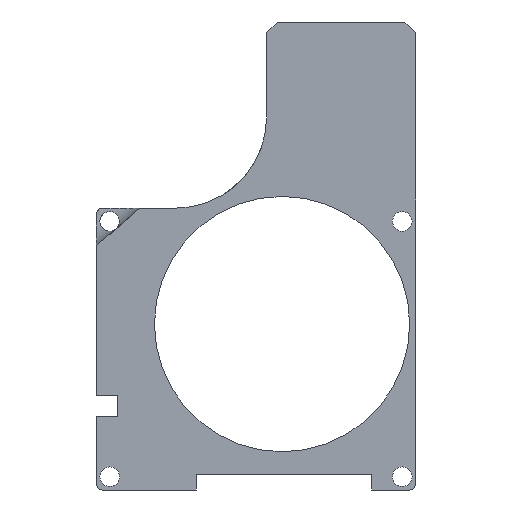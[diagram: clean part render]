
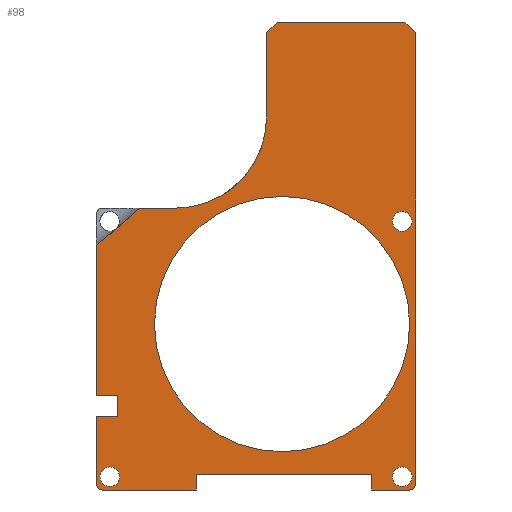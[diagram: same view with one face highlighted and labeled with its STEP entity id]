
A CAD part, left-side view. The second image highlights one B-rep face of the part: STEP entity #98.
In plain terms, the highlighted planar face has unit normal (-1, 0, 0).
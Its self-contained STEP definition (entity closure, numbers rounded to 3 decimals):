
#98=ADVANCED_FACE('',(#720,#722,#724,#726,#728),#730,.F.);
#720=FACE_BOUND('',#721,.T.);
#721=EDGE_LOOP('',(#1255,#1256,#1257,#1258,#1259,#1260,#1261,#1262,#1263,#1264,#1265,
#1266,#1267,#1268,#1269,#1270,#1271,#1272,#1273,#1274));
#722=FACE_BOUND('',#723,.T.);
#723=EDGE_LOOP('',(#1275));
#724=FACE_BOUND('',#725,.T.);
#725=EDGE_LOOP('',(#1276));
#726=FACE_BOUND('',#727,.T.);
#727=EDGE_LOOP('',(#1277));
#728=FACE_BOUND('',#729,.T.);
#729=EDGE_LOOP('',(#1278));
#730=PLANE('',#731);
#731=AXIS2_PLACEMENT_3D('',#732,#733,#734);
#732=CARTESIAN_POINT('',(3.,0.,0.));
#733=DIRECTION('',(1.,0.,0.));
#734=DIRECTION('',(0.,1.,0.));
#1255=ORIENTED_EDGE('',*,*,#1633,.T.);
#1256=ORIENTED_EDGE('',*,*,#1634,.T.);
#1257=ORIENTED_EDGE('',*,*,#1635,.T.);
#1258=ORIENTED_EDGE('',*,*,#1620,.F.);
#1259=ORIENTED_EDGE('',*,*,#1636,.F.);
#1260=ORIENTED_EDGE('',*,*,#1637,.F.);
#1261=ORIENTED_EDGE('',*,*,#1638,.F.);
#1262=ORIENTED_EDGE('',*,*,#1639,.F.);
#1263=ORIENTED_EDGE('',*,*,#1640,.F.);
#1264=ORIENTED_EDGE('',*,*,#1641,.F.);
#1265=ORIENTED_EDGE('',*,*,#1642,.F.);
#1266=ORIENTED_EDGE('',*,*,#1643,.F.);
#1267=ORIENTED_EDGE('',*,*,#1644,.T.);
#1268=ORIENTED_EDGE('',*,*,#1627,.F.);
#1269=ORIENTED_EDGE('',*,*,#1645,.T.);
#1270=ORIENTED_EDGE('',*,*,#1646,.T.);
#1271=ORIENTED_EDGE('',*,*,#1647,.T.);
#1272=ORIENTED_EDGE('',*,*,#1625,.F.);
#1273=ORIENTED_EDGE('',*,*,#1648,.F.);
#1274=ORIENTED_EDGE('',*,*,#1612,.F.);
#1275=ORIENTED_EDGE('',*,*,#1649,.T.);
#1276=ORIENTED_EDGE('',*,*,#1650,.T.);
#1277=ORIENTED_EDGE('',*,*,#1651,.T.);
#1278=ORIENTED_EDGE('',*,*,#1652,.T.);
#1612=EDGE_CURVE('',#1830,#1832,#1833,.T.);
#1620=EDGE_CURVE('',#1845,#1839,#1847,.T.);
#1625=EDGE_CURVE('',#1854,#1848,#1856,.T.);
#1627=EDGE_CURVE('',#1857,#1859,#1860,.T.);
#1633=EDGE_CURVE('',#1830,#1870,#1871,.T.);
#1634=EDGE_CURVE('',#1870,#1872,#1873,.T.);
#1635=EDGE_CURVE('',#1872,#1839,#1874,.T.);
#1636=EDGE_CURVE('',#1875,#1845,#1876,.T.);
#1637=EDGE_CURVE('',#1877,#1875,#1878,.T.);
#1638=EDGE_CURVE('',#1879,#1877,#1880,.F.);
#1639=EDGE_CURVE('',#1881,#1879,#1882,.T.);
#1640=EDGE_CURVE('',#1883,#1881,#1884,.F.);
#1641=EDGE_CURVE('',#1885,#1883,#1886,.T.);
#1642=EDGE_CURVE('',#1887,#1885,#1888,.T.);
#1643=EDGE_CURVE('',#1889,#1887,#1890,.T.);
#1644=EDGE_CURVE('',#1889,#1859,#1891,.F.);
#1645=EDGE_CURVE('',#1857,#1892,#1893,.T.);
#1646=EDGE_CURVE('',#1892,#1894,#1895,.T.);
#1647=EDGE_CURVE('',#1894,#1848,#1896,.T.);
#1648=EDGE_CURVE('',#1832,#1854,#1897,.T.);
#1649=EDGE_CURVE('',#1898,#1898,#1899,.T.);
#1650=EDGE_CURVE('',#1900,#1900,#1901,.T.);
#1651=EDGE_CURVE('',#1902,#1902,#1903,.T.);
#1652=EDGE_CURVE('',#1904,#1904,#1905,.T.);
#1830=VERTEX_POINT('',#2210);
#1832=VERTEX_POINT('',#2214);
#1833=LINE('',#2215,#2216);
#1839=VERTEX_POINT('',#2229);
#1845=VERTEX_POINT('',#2241);
#1847=LINE('',#2245,#2246);
#1848=VERTEX_POINT('',#2248);
#1854=VERTEX_POINT('',#2260);
#1856=LINE('',#2264,#2265);
#1857=VERTEX_POINT('',#2267);
#1859=VERTEX_POINT('',#2271);
#1860=LINE('',#2272,#2273);
#1870=VERTEX_POINT('',#2364);
#1871=LINE('',#2365,#2366);
#1872=VERTEX_POINT('',#2368);
#1873=LINE('',#2369,#2370);
#1874=LINE('',#2372,#2373);
#1875=VERTEX_POINT('',#2375);
#1876=CIRCLE('',#2376,1.2);
#1877=VERTEX_POINT('',#2380);
#1878=LINE('',#2381,#2382);
#1879=VERTEX_POINT('',#2384);
#1880=LINE('',#2385,#2386);
#1881=VERTEX_POINT('',#2388);
#1882=LINE('',#2389,#2390);
#1883=VERTEX_POINT('',#2392);
#1884=LINE('',#2393,#2394);
#1885=VERTEX_POINT('',#2396);
#1886=LINE('',#2397,#2398);
#1887=VERTEX_POINT('',#2400);
#1888=CIRCLE('',#2401,17.138);
#1889=VERTEX_POINT('',#2405);
#1890=LINE('',#2406,#2407);
#1891=CIRCLE('',#2409,160.35);
#1892=VERTEX_POINT('',#2413);
#1893=LINE('',#2414,#2415);
#1894=VERTEX_POINT('',#2417);
#1895=LINE('',#2418,#2419);
#1896=LINE('',#2421,#2422);
#1897=CIRCLE('',#2424,1.2);
#1898=VERTEX_POINT('',#2428);
#1899=CIRCLE('',#2429,1.85);
#1900=VERTEX_POINT('',#2433);
#1901=CIRCLE('',#2434,1.85);
#1902=VERTEX_POINT('',#2438);
#1903=CIRCLE('',#2439,1.85);
#1904=VERTEX_POINT('',#2443);
#1905=CIRCLE('',#2444,24.);
#2210=CARTESIAN_POINT('',(3.,-119.5,-170.8));
#2214=CARTESIAN_POINT('',(3.,-101.9,-170.8));
#2215=CARTESIAN_POINT('',(3.,-119.5,-170.8));
#2216=VECTOR('',#2217,1.);
#2217=DIRECTION('',(0.,1.,0.));
#2229=CARTESIAN_POINT('',(3.,-152.5,-170.8));
#2241=CARTESIAN_POINT('',(3.,-159.5,-170.8));
#2245=CARTESIAN_POINT('',(3.,-159.5,-170.8));
#2246=VECTOR('',#2247,1.);
#2247=DIRECTION('',(0.,1.,0.));
#2248=CARTESIAN_POINT('',(3.,-100.7,-157.));
#2260=CARTESIAN_POINT('',(3.,-100.7,-169.6));
#2264=CARTESIAN_POINT('',(3.,-100.7,-169.6));
#2265=VECTOR('',#2266,1.);
#2266=DIRECTION('',(0.,0.,1.));
#2267=CARTESIAN_POINT('',(3.,-100.7,-153.));
#2271=CARTESIAN_POINT('',(3.,-100.7,-124.787));
#2272=CARTESIAN_POINT('',(3.,-100.7,-153.));
#2273=VECTOR('',#2274,1.);
#2274=DIRECTION('',(0.,0.,1.));
#2364=CARTESIAN_POINT('',(3.,-119.5,-167.8));
#2365=CARTESIAN_POINT('',(3.,-119.5,-170.8));
#2366=VECTOR('',#2367,1.);
#2367=DIRECTION('',(0.,0.,1.));
#2368=CARTESIAN_POINT('',(3.,-152.5,-167.8));
#2369=CARTESIAN_POINT('',(3.,-119.5,-167.8));
#2370=VECTOR('',#2371,1.);
#2371=DIRECTION('',(0.,-1.,0.));
#2372=CARTESIAN_POINT('',(3.,-152.5,-167.8));
#2373=VECTOR('',#2374,1.);
#2374=DIRECTION('',(0.,0.,-1.));
#2375=CARTESIAN_POINT('',(3.,-160.7,-169.6));
#2376=AXIS2_PLACEMENT_3D('',#2377,#2378,#2379);
#2377=CARTESIAN_POINT('',(3.,-159.5,-169.6));
#2378=DIRECTION('',(1.,0.,0.));
#2379=DIRECTION('',(0.,-1.,0.));
#2380=CARTESIAN_POINT('',(3.,-160.7,-84.8));
#2381=CARTESIAN_POINT('',(3.,-160.7,-84.8));
#2382=VECTOR('',#2383,1.);
#2383=DIRECTION('',(0.,0.,-1.));
#2384=CARTESIAN_POINT('',(3.,-158.7,-82.8));
#2385=CARTESIAN_POINT('',(3.,-160.7,-84.8));
#2386=VECTOR('',#2387,1.);
#2387=DIRECTION('',(0.,0.707,0.707));
#2388=CARTESIAN_POINT('',(3.,-134.7,-82.8));
#2389=CARTESIAN_POINT('',(3.,-134.7,-82.8));
#2390=VECTOR('',#2391,1.);
#2391=DIRECTION('',(0.,-1.,0.));
#2392=CARTESIAN_POINT('',(3.,-132.7,-84.8));
#2393=CARTESIAN_POINT('',(3.,-134.7,-82.8));
#2394=VECTOR('',#2395,1.);
#2395=DIRECTION('',(0.,0.707,-0.707));
#2396=CARTESIAN_POINT('',(3.,-132.7,-100.662));
#2397=CARTESIAN_POINT('',(3.,-132.7,-100.662));
#2398=VECTOR('',#2399,1.);
#2399=DIRECTION('',(0.,0.,1.));
#2400=CARTESIAN_POINT('',(3.,-115.562,-117.8));
#2401=AXIS2_PLACEMENT_3D('',#2402,#2403,#2404);
#2402=CARTESIAN_POINT('',(3.,-115.562,-100.662));
#2403=DIRECTION('',(-1.,0.,0.));
#2404=DIRECTION('',(0.,0.,-1.));
#2405=CARTESIAN_POINT('',(3.,-108.79,-117.8));
#2406=CARTESIAN_POINT('',(3.,-108.79,-117.8));
#2407=VECTOR('',#2408,1.);
#2408=DIRECTION('',(0.,-1.,0.));
#2409=AXIS2_PLACEMENT_3D('',#2410,#2411,#2412);
#2410=CARTESIAN_POINT('',(3.,0.,0.));
#2411=DIRECTION('',(-1.,0.,0.));
#2412=DIRECTION('',(0.,-0.628,-0.778));
#2413=CARTESIAN_POINT('',(3.,-104.7,-153.));
#2414=CARTESIAN_POINT('',(3.,-100.7,-153.));
#2415=VECTOR('',#2416,1.);
#2416=DIRECTION('',(0.,-1.,0.));
#2417=CARTESIAN_POINT('',(3.,-104.7,-157.));
#2418=CARTESIAN_POINT('',(3.,-104.7,-153.));
#2419=VECTOR('',#2420,1.);
#2420=DIRECTION('',(0.,0.,-1.));
#2421=CARTESIAN_POINT('',(3.,-104.7,-157.));
#2422=VECTOR('',#2423,1.);
#2423=DIRECTION('',(0.,1.,0.));
#2424=AXIS2_PLACEMENT_3D('',#2425,#2426,#2427);
#2425=CARTESIAN_POINT('',(3.,-101.9,-169.6));
#2426=DIRECTION('',(1.,0.,0.));
#2427=DIRECTION('',(0.,0.,-1.));
#2428=CARTESIAN_POINT('',(3.,-105.05,-168.3));
#2429=AXIS2_PLACEMENT_3D('',#2430,#2431,#2432);
#2430=CARTESIAN_POINT('',(3.,-103.2,-168.3));
#2431=DIRECTION('',(1.,0.,0.));
#2432=DIRECTION('',(0.,-1.,0.));
#2433=CARTESIAN_POINT('',(3.,-160.05,-120.3));
#2434=AXIS2_PLACEMENT_3D('',#2435,#2436,#2437);
#2435=CARTESIAN_POINT('',(3.,-158.2,-120.3));
#2436=DIRECTION('',(1.,0.,0.));
#2437=DIRECTION('',(0.,-1.,0.));
#2438=CARTESIAN_POINT('',(3.,-160.05,-168.3));
#2439=AXIS2_PLACEMENT_3D('',#2440,#2441,#2442);
#2440=CARTESIAN_POINT('',(3.,-158.2,-168.3));
#2441=DIRECTION('',(1.,0.,0.));
#2442=DIRECTION('',(0.,-1.,0.));
#2443=CARTESIAN_POINT('',(3.,-111.6,-139.6));
#2444=AXIS2_PLACEMENT_3D('',#2445,#2446,#2447);
#2445=CARTESIAN_POINT('',(3.,-135.6,-139.6));
#2446=DIRECTION('',(1.,0.,0.));
#2447=DIRECTION('',(0.,1.,0.));
